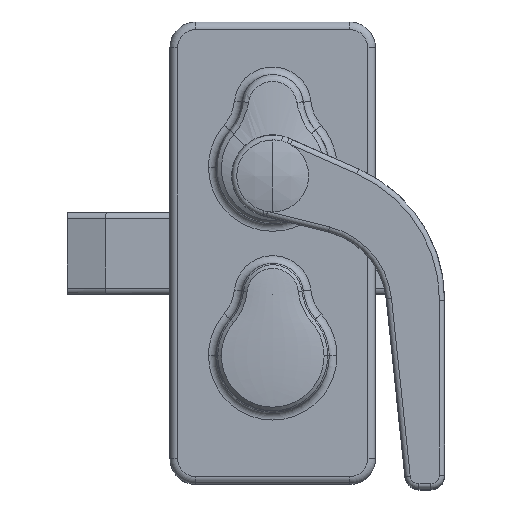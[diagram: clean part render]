
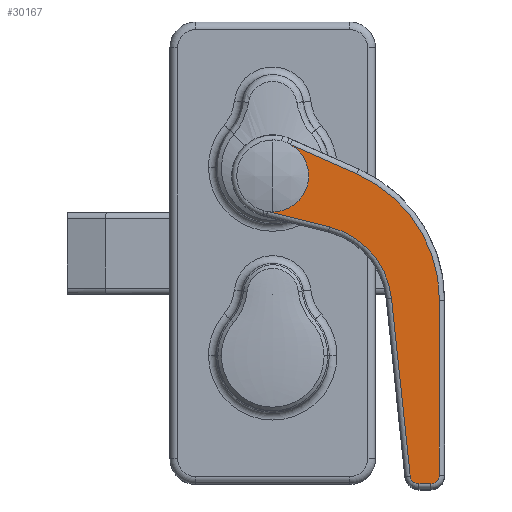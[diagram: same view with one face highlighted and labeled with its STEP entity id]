
A CAD part, top view. The second image highlights one B-rep face of the part: STEP entity #30167.
In plain terms, the highlighted planar face has unit normal (0, 0, 1).
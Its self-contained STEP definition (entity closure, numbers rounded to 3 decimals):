
#73 = DIRECTION ( 'NONE',  ( 0., 0., 1. ) ) ;
#860 = AXIS2_PLACEMENT_3D ( 'NONE', #28688, #9483, #34104 ) ;
#1190 = EDGE_CURVE ( 'NONE', #28936, #11731, #15875, .T. ) ;
#1343 = CIRCLE ( 'NONE', #860, 3.431 ) ;
#1357 = CIRCLE ( 'NONE', #25206, 3.431 ) ;
#1657 = LINE ( 'NONE', #31447, #8510 ) ;
#1923 = ORIENTED_EDGE ( 'NONE', *, *, #30869, .T. ) ;
#1942 = LINE ( 'NONE', #22247, #7497 ) ;
#2201 = EDGE_CURVE ( 'NONE', #2427, #28936, #23918, .T. ) ;
#2427 = VERTEX_POINT ( 'NONE', #7675 ) ;
#3626 = DIRECTION ( 'NONE',  ( 1., 0., 0. ) ) ;
#4177 = ORIENTED_EDGE ( 'NONE', *, *, #20644, .T. ) ;
#4359 = VERTEX_POINT ( 'NONE', #8680 ) ;
#5502 = CARTESIAN_POINT ( 'NONE',  ( 64.931, -116.5, 5. ) ) ;
#6596 = EDGE_CURVE ( 'NONE', #28090, #23440, #23961, .T. ) ;
#6938 = LINE ( 'NONE', #32574, #9099 ) ;
#7318 = DIRECTION ( 'NONE',  ( 1., 0., 0. ) ) ;
#7497 = VECTOR ( 'NONE', #24633, 1000. ) ;
#7574 = DIRECTION ( 'NONE',  ( 0.105, -0.995, 0. ) ) ;
#7675 = CARTESIAN_POINT ( 'NONE',  ( 22.144, -19.9, 5. ) ) ;
#8510 = VECTOR ( 'NONE', #25754, 1000. ) ;
#8680 = CARTESIAN_POINT ( 'NONE',  ( 56.951, -119.931, 5. ) ) ;
#8818 = DIRECTION ( 'NONE',  ( 0., 0., 1. ) ) ;
#9099 = VECTOR ( 'NONE', #27071, 1000. ) ;
#9107 = AXIS2_PLACEMENT_3D ( 'NONE', #24606, #73, #32470 ) ;
#9483 = DIRECTION ( 'NONE',  ( 0., 0., 1. ) ) ;
#10294 = DIRECTION ( 'NONE',  ( 0., 0., 1. ) ) ;
#10690 = CARTESIAN_POINT ( 'NONE',  ( 0., 0., 5. ) ) ;
#10832 = VECTOR ( 'NONE', #26677, 1000. ) ;
#10904 = VERTEX_POINT ( 'NONE', #24115 ) ;
#11099 = CARTESIAN_POINT ( 'NONE',  ( -2.038, -13.851, 5. ) ) ;
#11139 = CARTESIAN_POINT ( 'NONE',  ( 64.931, -48.541, 5. ) ) ;
#11731 = VERTEX_POINT ( 'NONE', #33923 ) ;
#12186 = EDGE_LOOP ( 'NONE', ( #15011, #15952, #33485, #24328, #4177, #16899, #19828, #34106, #1923, #20911, #34447 ) ) ;
#12365 = CARTESIAN_POINT ( 'NONE',  ( 46.254, -47.653, 5. ) ) ;
#12635 = AXIS2_PLACEMENT_3D ( 'NONE', #33435, #8818, #17079 ) ;
#12966 = CIRCLE ( 'NONE', #25743, 53.931 ) ;
#14597 = VERTEX_POINT ( 'NONE', #5502 ) ;
#15011 = ORIENTED_EDGE ( 'NONE', *, *, #16685, .T. ) ;
#15875 = LINE ( 'NONE', #23948, #29507 ) ;
#15952 = ORIENTED_EDGE ( 'NONE', *, *, #16185, .T. ) ;
#16185 = EDGE_CURVE ( 'NONE', #10904, #19301, #16798, .T. ) ;
#16343 = AXIS2_PLACEMENT_3D ( 'NONE', #23702, #20842, #7318 ) ;
#16685 = EDGE_CURVE ( 'NONE', #23358, #10904, #12966, .T. ) ;
#16798 = LINE ( 'NONE', #21323, #10832 ) ;
#16899 = ORIENTED_EDGE ( 'NONE', *, *, #2201, .T. ) ;
#17079 = DIRECTION ( 'NONE',  ( 1., 0., 0. ) ) ;
#19301 = VERTEX_POINT ( 'NONE', #22474 ) ;
#19368 = CARTESIAN_POINT ( 'NONE',  ( 11., -48.541, 5. ) ) ;
#19697 = AXIS2_PLACEMENT_3D ( 'NONE', #10690, #34969, #29755 ) ;
#19828 = ORIENTED_EDGE ( 'NONE', *, *, #1190, .T. ) ;
#20644 = EDGE_CURVE ( 'NONE', #28090, #2427, #1942, .T. ) ;
#20842 = DIRECTION ( 'NONE',  ( 0., 0., -1. ) ) ;
#20911 = ORIENTED_EDGE ( 'NONE', *, *, #28951, .T. ) ;
#21323 = CARTESIAN_POINT ( 'NONE',  ( 5.611, 12.752, 5. ) ) ;
#22247 = CARTESIAN_POINT ( 'NONE',  ( 22.144, -19.9, 5. ) ) ;
#22474 = CARTESIAN_POINT ( 'NONE',  ( 6.878, 12.194, 5. ) ) ;
#23358 = VERTEX_POINT ( 'NONE', #11139 ) ;
#23440 = VERTEX_POINT ( 'NONE', #25088 ) ;
#23584 = CIRCLE ( 'NONE', #19697, 14. ) ;
#23702 = CARTESIAN_POINT ( 'NONE',  ( 14.362, -51.01, 5. ) ) ;
#23892 = DIRECTION ( 'NONE',  ( 1., 0., 0. ) ) ;
#23918 = CIRCLE ( 'NONE', #16343, 32.069 ) ;
#23948 = CARTESIAN_POINT ( 'NONE',  ( 53.539, -116.859, 5. ) ) ;
#23961 = CIRCLE ( 'NONE', #9107, 14. ) ;
#24115 = CARTESIAN_POINT ( 'NONE',  ( 32.72, 0.823, 5. ) ) ;
#24328 = ORIENTED_EDGE ( 'NONE', *, *, #6596, .F. ) ;
#24404 = EDGE_CURVE ( 'NONE', #11731, #4359, #1357, .T. ) ;
#24606 = CARTESIAN_POINT ( 'NONE',  ( 0., 0., 5. ) ) ;
#24633 = DIRECTION ( 'NONE',  ( 0.97, -0.243, 0. ) ) ;
#25036 = DIRECTION ( 'NONE',  ( 0., 0., 1. ) ) ;
#25088 = CARTESIAN_POINT ( 'NONE',  ( 0., -14., 5. ) ) ;
#25123 = CARTESIAN_POINT ( 'NONE',  ( 61.5, -119.931, 5. ) ) ;
#25206 = AXIS2_PLACEMENT_3D ( 'NONE', #25516, #25036, #3626 ) ;
#25516 = CARTESIAN_POINT ( 'NONE',  ( 56.951, -116.5, 5. ) ) ;
#25743 = AXIS2_PLACEMENT_3D ( 'NONE', #19368, #10294, #23892 ) ;
#25754 = DIRECTION ( 'NONE',  ( 1., 0., 0. ) ) ;
#26677 = DIRECTION ( 'NONE',  ( -0.915, 0.403, 0. ) ) ;
#27071 = DIRECTION ( 'NONE',  ( 0., 1., 0. ) ) ;
#28090 = VERTEX_POINT ( 'NONE', #11099 ) ;
#28174 = EDGE_CURVE ( 'NONE', #14597, #23358, #6938, .T. ) ;
#28688 = CARTESIAN_POINT ( 'NONE',  ( 61.5, -116.5, 5. ) ) ;
#28936 = VERTEX_POINT ( 'NONE', #12365 ) ;
#28951 = EDGE_CURVE ( 'NONE', #33904, #14597, #1343, .T. ) ;
#29242 = EDGE_CURVE ( 'NONE', #23440, #19301, #23584, .T. ) ;
#29507 = VECTOR ( 'NONE', #7574, 1000. ) ;
#29755 = DIRECTION ( 'NONE',  ( 1., 0., 0. ) ) ;
#30167 = ADVANCED_FACE ( 'NONE', ( #31599 ), #33076, .T. ) ;
#30869 = EDGE_CURVE ( 'NONE', #4359, #33904, #1657, .T. ) ;
#31447 = CARTESIAN_POINT ( 'NONE',  ( 61.5, -119.931, 5. ) ) ;
#31599 = FACE_OUTER_BOUND ( 'NONE', #12186, .T. ) ;
#32470 = DIRECTION ( 'NONE',  ( 1., 0., 0. ) ) ;
#32574 = CARTESIAN_POINT ( 'NONE',  ( 64.931, -48.541, 5. ) ) ;
#33076 = PLANE ( 'NONE',  #12635 ) ;
#33435 = CARTESIAN_POINT ( 'NONE',  ( 14.362, -51.01, 5. ) ) ;
#33485 = ORIENTED_EDGE ( 'NONE', *, *, #29242, .F. ) ;
#33904 = VERTEX_POINT ( 'NONE', #25123 ) ;
#33923 = CARTESIAN_POINT ( 'NONE',  ( 53.539, -116.859, 5. ) ) ;
#34104 = DIRECTION ( 'NONE',  ( 1., 0., 0. ) ) ;
#34106 = ORIENTED_EDGE ( 'NONE', *, *, #24404, .T. ) ;
#34447 = ORIENTED_EDGE ( 'NONE', *, *, #28174, .T. ) ;
#34969 = DIRECTION ( 'NONE',  ( 0., 0., 1. ) ) ;
